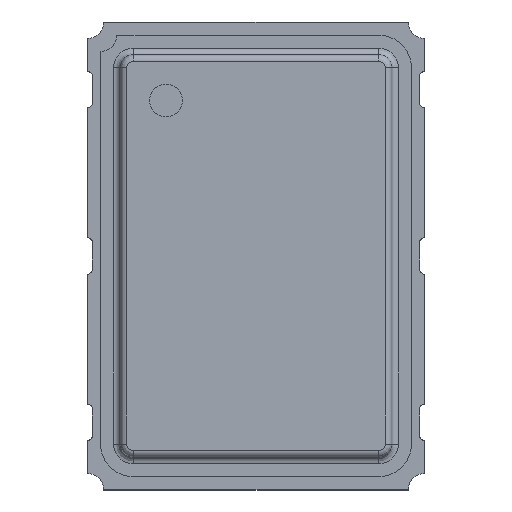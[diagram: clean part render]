
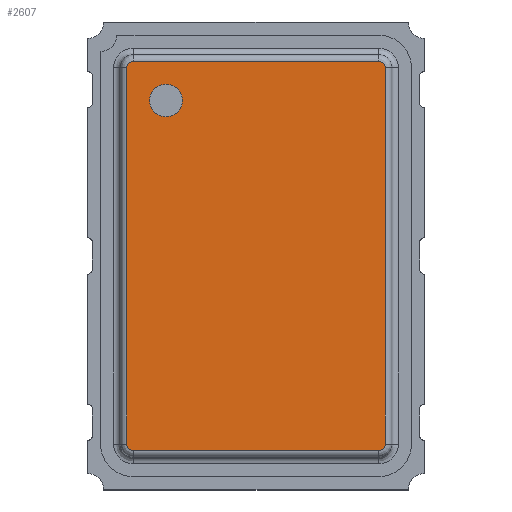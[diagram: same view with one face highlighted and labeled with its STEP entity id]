
A CAD part, top view. The second image highlights one B-rep face of the part: STEP entity #2607.
In plain terms, the highlighted planar face has unit normal (0, 0, 1).
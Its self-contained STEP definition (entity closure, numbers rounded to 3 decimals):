
#2073=CARTESIAN_POINT('',(-1.375,2.125,1.55));
#2074=VERTEX_POINT('',#2073);
#2083=CARTESIAN_POINT('',(-1.375,2.625,1.55));
#2084=VERTEX_POINT('',#2083);
#2085=CARTESIAN_POINT('',(-1.375,2.375,1.55));
#2086=DIRECTION('',(0.0,0.0,-1.0));
#2087=DIRECTION('',(0.0,-1.0,0.0));
#2088=AXIS2_PLACEMENT_3D('',#2085,#2086,#2087);
#2089=CIRCLE('',#2088,0.25);
#2090=EDGE_CURVE('',#2084,#2074,#2089,.T.);
#2191=CARTESIAN_POINT('',(-1.875,2.975,1.55));
#2192=VERTEX_POINT('',#2191);
#2200=CARTESIAN_POINT('',(1.875,2.975,1.55));
#2201=VERTEX_POINT('',#2200);
#2202=CARTESIAN_POINT('',(-1.875,2.975,1.55));
#2203=DIRECTION('',(1.0,0.0,0.0));
#2204=VECTOR('',#2203,3.75);
#2205=LINE('',#2202,#2204);
#2206=EDGE_CURVE('',#2192,#2201,#2205,.T.);
#2272=CARTESIAN_POINT('',(-1.975,2.875,1.55));
#2273=VERTEX_POINT('',#2272);
#2281=CARTESIAN_POINT('',(-1.875,2.875,1.55));
#2282=DIRECTION('',(0.,0.,-1.0));
#2283=DIRECTION('',(-0.707,0.707,0.));
#2284=AXIS2_PLACEMENT_3D('',#2281,#2282,#2283);
#2285=CIRCLE('',#2284,0.1);
#2286=EDGE_CURVE('',#2273,#2192,#2285,.T.);
#2346=CARTESIAN_POINT('',(1.975,2.875,1.55));
#2347=VERTEX_POINT('',#2346);
#2357=CARTESIAN_POINT('',(1.875,2.875,1.55));
#2358=DIRECTION('',(0.,0.,-1.0));
#2359=DIRECTION('',(0.707,0.707,0.));
#2360=AXIS2_PLACEMENT_3D('',#2357,#2358,#2359);
#2361=CIRCLE('',#2360,0.1);
#2362=EDGE_CURVE('',#2201,#2347,#2361,.T.);
#2372=CARTESIAN_POINT('',(-1.975,-2.875,1.55));
#2373=VERTEX_POINT('',#2372);
#2381=CARTESIAN_POINT('',(-1.975,-2.875,1.55));
#2382=DIRECTION('',(0.0,1.0,0.0));
#2383=VECTOR('',#2382,5.75);
#2384=LINE('',#2381,#2383);
#2385=EDGE_CURVE('',#2373,#2273,#2384,.T.);
#2397=CARTESIAN_POINT('',(1.975,-2.875,1.55));
#2398=VERTEX_POINT('',#2397);
#2408=CARTESIAN_POINT('',(1.975,2.875,1.55));
#2409=DIRECTION('',(0.0,-1.0,0.0));
#2410=VECTOR('',#2409,5.75);
#2411=LINE('',#2408,#2410);
#2412=EDGE_CURVE('',#2347,#2398,#2411,.T.);
#2470=CARTESIAN_POINT('',(-1.875,-2.975,1.55));
#2471=VERTEX_POINT('',#2470);
#2479=CARTESIAN_POINT('',(-1.875,-2.875,1.55));
#2480=DIRECTION('',(0.,0.,-1.0));
#2481=DIRECTION('',(-0.707,-0.707,0.));
#2482=AXIS2_PLACEMENT_3D('',#2479,#2480,#2481);
#2483=CIRCLE('',#2482,0.1);
#2484=EDGE_CURVE('',#2471,#2373,#2483,.T.);
#2544=CARTESIAN_POINT('',(1.875,-2.975,1.55));
#2545=VERTEX_POINT('',#2544);
#2555=CARTESIAN_POINT('',(1.875,-2.875,1.55));
#2556=DIRECTION('',(0.,0.,-1.0));
#2557=DIRECTION('',(0.707,-0.707,0.));
#2558=AXIS2_PLACEMENT_3D('',#2555,#2556,#2557);
#2559=CIRCLE('',#2558,0.1);
#2560=EDGE_CURVE('',#2398,#2545,#2559,.T.);
#2573=CARTESIAN_POINT('',(1.875,-2.975,1.55));
#2574=DIRECTION('',(-1.0,0.0,0.0));
#2575=VECTOR('',#2574,3.75);
#2576=LINE('',#2573,#2575);
#2577=EDGE_CURVE('',#2545,#2471,#2576,.T.);
#2582=CARTESIAN_POINT('',(0.,0.,1.55));
#2583=DIRECTION('',(0.0,0.0,1.0));
#2584=DIRECTION('',(0.0,-1.0,0.0));
#2585=AXIS2_PLACEMENT_3D('',#2582,#2583,#2584);
#2586=PLANE('',#2585);
#2587=ORIENTED_EDGE('',*,*,#2206,.F.);
#2588=ORIENTED_EDGE('',*,*,#2286,.F.);
#2589=ORIENTED_EDGE('',*,*,#2385,.F.);
#2590=ORIENTED_EDGE('',*,*,#2484,.F.);
#2591=ORIENTED_EDGE('',*,*,#2577,.F.);
#2592=ORIENTED_EDGE('',*,*,#2560,.F.);
#2593=ORIENTED_EDGE('',*,*,#2412,.F.);
#2594=ORIENTED_EDGE('',*,*,#2362,.F.);
#2595=EDGE_LOOP('',(#2587,#2588,#2589,#2590,#2591,#2592,#2593,#2594));
#2596=FACE_OUTER_BOUND('',#2595,.T.);
#2597=CARTESIAN_POINT('',(-1.375,2.375,1.55));
#2598=DIRECTION('',(0.0,0.0,-1.0));
#2599=DIRECTION('',(0.0,-1.0,0.0));
#2600=AXIS2_PLACEMENT_3D('',#2597,#2598,#2599);
#2601=CIRCLE('',#2600,0.25);
#2602=EDGE_CURVE('',#2074,#2084,#2601,.T.);
#2603=ORIENTED_EDGE('',*,*,#2602,.T.);
#2604=ORIENTED_EDGE('',*,*,#2090,.T.);
#2605=EDGE_LOOP('',(#2603,#2604));
#2606=FACE_BOUND('',#2605,.T.);
#2607=ADVANCED_FACE('',(#2596,#2606),#2586,.T.);
